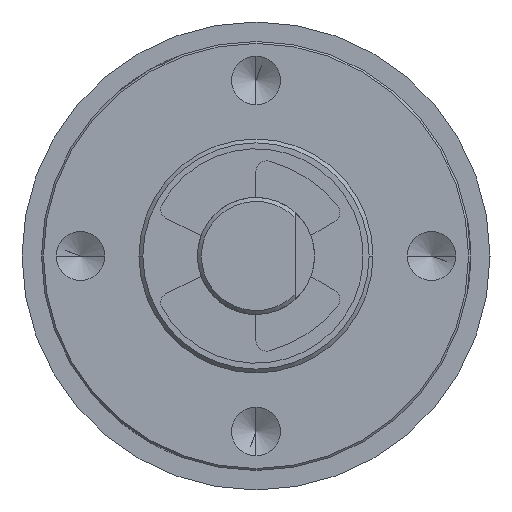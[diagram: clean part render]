
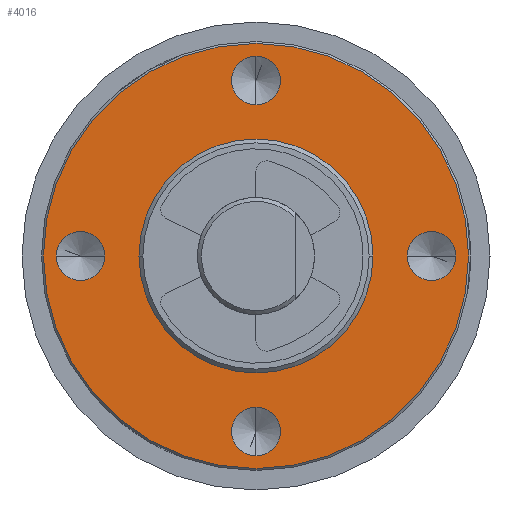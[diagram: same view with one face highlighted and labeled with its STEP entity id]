
A CAD part, left-side view. The second image highlights one B-rep face of the part: STEP entity #4016.
In plain terms, the highlighted planar face has unit normal (-1, 0, 0).
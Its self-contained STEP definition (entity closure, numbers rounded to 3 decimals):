
#264=CARTESIAN_POINT('',(-26.,0.,0.));
#265=DIRECTION('',(-1.,0.,0.));
#266=DIRECTION('',(0.,-1.,0.));
#267=AXIS2_PLACEMENT_3D('',#264,#265,#266);
#269=CARTESIAN_POINT('',(-26.,0.,0.));
#270=DIRECTION('',(-1.,0.,0.));
#271=DIRECTION('',(0.,1.,0.));
#272=AXIS2_PLACEMENT_3D('',#269,#270,#271);
#274=CARTESIAN_POINT('',(-26.,-9.,0.));
#275=DIRECTION('',(-1.,0.,0.));
#276=DIRECTION('',(0.,-1.,0.));
#277=AXIS2_PLACEMENT_3D('',#274,#275,#276);
#279=CARTESIAN_POINT('',(-26.,-9.,0.));
#280=DIRECTION('',(-1.,0.,0.));
#281=DIRECTION('',(0.,1.,0.));
#282=AXIS2_PLACEMENT_3D('',#279,#280,#281);
#284=CARTESIAN_POINT('',(-26.,0.,-9.));
#285=DIRECTION('',(-1.,0.,0.));
#286=DIRECTION('',(0.,0.,-1.));
#287=AXIS2_PLACEMENT_3D('',#284,#285,#286);
#289=CARTESIAN_POINT('',(-26.,0.,-9.));
#290=DIRECTION('',(-1.,0.,0.));
#291=DIRECTION('',(0.,0.,1.));
#292=AXIS2_PLACEMENT_3D('',#289,#290,#291);
#294=CARTESIAN_POINT('',(-26.,9.,0.));
#295=DIRECTION('',(-1.,0.,0.));
#296=DIRECTION('',(0.,1.,0.));
#297=AXIS2_PLACEMENT_3D('',#294,#295,#296);
#299=CARTESIAN_POINT('',(-26.,9.,0.));
#300=DIRECTION('',(-1.,0.,0.));
#301=DIRECTION('',(0.,-1.,0.));
#302=AXIS2_PLACEMENT_3D('',#299,#300,#301);
#304=CARTESIAN_POINT('',(-26.,0.,9.));
#305=DIRECTION('',(-1.,0.,0.));
#306=DIRECTION('',(0.,0.,1.));
#307=AXIS2_PLACEMENT_3D('',#304,#305,#306);
#309=CARTESIAN_POINT('',(-26.,0.,9.));
#310=DIRECTION('',(-1.,0.,0.));
#311=DIRECTION('',(0.,0.,-1.));
#312=AXIS2_PLACEMENT_3D('',#309,#310,#311);
#327=CARTESIAN_POINT('',(-26.,0.,0.));
#328=DIRECTION('',(-1.,0.,0.));
#329=DIRECTION('',(0.,-1.,0.));
#330=AXIS2_PLACEMENT_3D('',#327,#328,#329);
#372=CARTESIAN_POINT('',(-26.,0.,0.));
#373=DIRECTION('',(1.,0.,0.));
#374=DIRECTION('',(0.,-1.,0.));
#375=AXIS2_PLACEMENT_3D('',#372,#373,#374);
#3328=CARTESIAN_POINT('',(-26.,-6.,0.));
#3329=CARTESIAN_POINT('',(-26.,6.,0.));
#3330=VERTEX_POINT('',#3328);
#3331=VERTEX_POINT('',#3329);
#3428=CARTESIAN_POINT('',(-26.,-10.9,0.));
#3429=CARTESIAN_POINT('',(-26.,10.9,0.));
#3430=VERTEX_POINT('',#3428);
#3431=VERTEX_POINT('',#3429);
#3442=CARTESIAN_POINT('',(-26.,-10.25,0.));
#3443=CARTESIAN_POINT('',(-26.,-7.75,0.));
#3444=VERTEX_POINT('',#3442);
#3445=VERTEX_POINT('',#3443);
#3452=CARTESIAN_POINT('',(-26.,0.,-10.25));
#3453=CARTESIAN_POINT('',(-26.,0.,-7.75));
#3454=VERTEX_POINT('',#3452);
#3455=VERTEX_POINT('',#3453);
#3462=CARTESIAN_POINT('',(-26.,10.25,0.));
#3463=CARTESIAN_POINT('',(-26.,7.75,0.));
#3464=VERTEX_POINT('',#3462);
#3465=VERTEX_POINT('',#3463);
#3472=CARTESIAN_POINT('',(-26.,0.,10.25));
#3473=CARTESIAN_POINT('',(-26.,0.,7.75));
#3474=VERTEX_POINT('',#3472);
#3475=VERTEX_POINT('',#3473);
#3976=CARTESIAN_POINT('',(-26.,0.,0.));
#3977=DIRECTION('',(1.,0.,0.));
#3978=DIRECTION('',(0.,1.,0.));
#3979=AXIS2_PLACEMENT_3D('',#3976,#3977,#3978);
#3980=PLANE('',#3979);
#3982=ORIENTED_EDGE('',*,*,#3981,.F.);
#3983=ORIENTED_EDGE('',*,*,#3966,.F.);
#3984=EDGE_LOOP('',(#3982,#3983));
#3985=FACE_OUTER_BOUND('',#3984,.F.);
#3987=ORIENTED_EDGE('',*,*,#3986,.T.);
#3989=ORIENTED_EDGE('',*,*,#3988,.F.);
#3990=EDGE_LOOP('',(#3987,#3989));
#3991=FACE_BOUND('',#3990,.F.);
#3993=ORIENTED_EDGE('',*,*,#3992,.T.);
#3995=ORIENTED_EDGE('',*,*,#3994,.T.);
#3996=EDGE_LOOP('',(#3993,#3995));
#3997=FACE_BOUND('',#3996,.F.);
#3999=ORIENTED_EDGE('',*,*,#3998,.T.);
#4001=ORIENTED_EDGE('',*,*,#4000,.T.);
#4002=EDGE_LOOP('',(#3999,#4001));
#4003=FACE_BOUND('',#4002,.F.);
#4005=ORIENTED_EDGE('',*,*,#4004,.T.);
#4007=ORIENTED_EDGE('',*,*,#4006,.T.);
#4008=EDGE_LOOP('',(#4005,#4007));
#4009=FACE_BOUND('',#4008,.F.);
#4011=ORIENTED_EDGE('',*,*,#4010,.T.);
#4013=ORIENTED_EDGE('',*,*,#4012,.T.);
#4014=EDGE_LOOP('',(#4011,#4013));
#4015=FACE_BOUND('',#4014,.F.);
#4016=ADVANCED_FACE('',(#3985,#3991,#3997,#4003,#4009,#4015),#3980,.F.);
#268=CIRCLE('',#267,10.9);
#273=CIRCLE('',#272,10.9);
#278=CIRCLE('',#277,1.25);
#283=CIRCLE('',#282,1.25);
#288=CIRCLE('',#287,1.25);
#293=CIRCLE('',#292,1.25);
#298=CIRCLE('',#297,1.25);
#303=CIRCLE('',#302,1.25);
#308=CIRCLE('',#307,1.25);
#313=CIRCLE('',#312,1.25);
#331=CIRCLE('',#330,6.);
#376=CIRCLE('',#375,6.);
#3966=EDGE_CURVE('',#3431,#3430,#273,.T.);
#3981=EDGE_CURVE('',#3430,#3431,#268,.T.);
#3986=EDGE_CURVE('',#3330,#3331,#331,.T.);
#3988=EDGE_CURVE('',#3330,#3331,#376,.T.);
#3992=EDGE_CURVE('',#3444,#3445,#278,.T.);
#3994=EDGE_CURVE('',#3445,#3444,#283,.T.);
#3998=EDGE_CURVE('',#3454,#3455,#288,.T.);
#4000=EDGE_CURVE('',#3455,#3454,#293,.T.);
#4004=EDGE_CURVE('',#3464,#3465,#298,.T.);
#4006=EDGE_CURVE('',#3465,#3464,#303,.T.);
#4010=EDGE_CURVE('',#3474,#3475,#308,.T.);
#4012=EDGE_CURVE('',#3475,#3474,#313,.T.);
